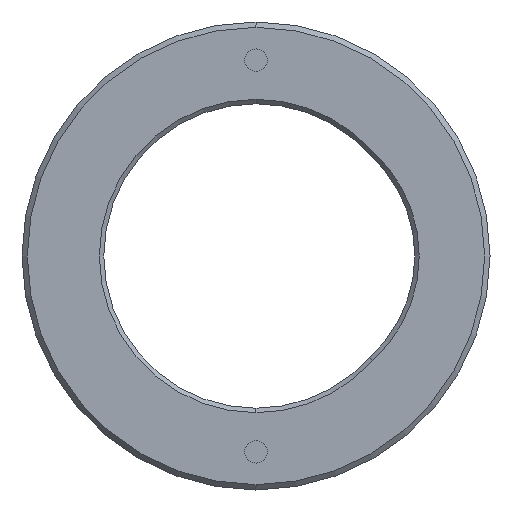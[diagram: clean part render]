
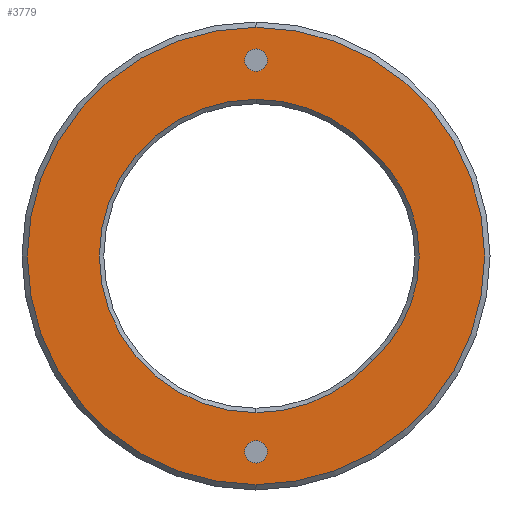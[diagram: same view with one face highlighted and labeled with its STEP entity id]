
A CAD part, left-side view. The second image highlights one B-rep face of the part: STEP entity #3779.
In plain terms, the highlighted planar face has unit normal (-1, 0, 0).
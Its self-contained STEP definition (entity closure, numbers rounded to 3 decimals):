
#97 = VERTEX_POINT ( 'NONE', #1759 ) ;
#149 = ORIENTED_EDGE ( 'NONE', *, *, #1651, .F. ) ;
#189 = DIRECTION ( 'NONE',  ( 1., 0., 0. ) ) ;
#207 = CARTESIAN_POINT ( 'NONE',  ( 0., 0., 11. ) ) ;
#239 = DIRECTION ( 'NONE',  ( 0., 0., 1. ) ) ;
#259 = ORIENTED_EDGE ( 'NONE', *, *, #2813, .T. ) ;
#266 = CIRCLE ( 'NONE', #1304, 12.845 ) ;
#300 = CARTESIAN_POINT ( 'NONE',  ( 0., -1.27, 0. ) ) ;
#307 = CIRCLE ( 'NONE', #2006, 0.635 ) ;
#341 = CIRCLE ( 'NONE', #2930, 8.8 ) ;
#554 = ORIENTED_EDGE ( 'NONE', *, *, #2179, .T. ) ;
#562 = PLANE ( 'NONE',  #3103 ) ;
#577 = CIRCLE ( 'NONE', #1543, 8.8 ) ;
#587 = CARTESIAN_POINT ( 'NONE',  ( 0., 0., 0. ) ) ;
#638 = CIRCLE ( 'NONE', #2491, 8.8 ) ;
#698 = DIRECTION ( 'NONE',  ( -1., 0., 0. ) ) ;
#712 = DIRECTION ( 'NONE',  ( 1., 0., 0. ) ) ;
#741 = CARTESIAN_POINT ( 'NONE',  ( 0., 0., 0. ) ) ;
#767 = EDGE_CURVE ( 'NONE', #1636, #2723, #1931, .T. ) ;
#883 = EDGE_CURVE ( 'NONE', #3004, #1218, #307, .T. ) ;
#896 = EDGE_LOOP ( 'NONE', ( #3436, #3386 ) ) ;
#951 = EDGE_CURVE ( 'NONE', #4553, #2714, #4454, .T. ) ;
#960 = CARTESIAN_POINT ( 'NONE',  ( 0., 0., 0. ) ) ;
#1058 = DIRECTION ( 'NONE',  ( 0., 0., -1. ) ) ;
#1145 = AXIS2_PLACEMENT_3D ( 'NONE', #300, #712, #1058 ) ;
#1176 = ORIENTED_EDGE ( 'NONE', *, *, #2755, .T. ) ;
#1218 = VERTEX_POINT ( 'NONE', #2256 ) ;
#1244 = DIRECTION ( 'NONE',  ( 0., 0., 1. ) ) ;
#1304 = AXIS2_PLACEMENT_3D ( 'NONE', #2978, #4345, #1842 ) ;
#1318 = CARTESIAN_POINT ( 'NONE',  ( 0., 0., -10.365 ) ) ;
#1321 = DIRECTION ( 'NONE',  ( -1., 0., 0. ) ) ;
#1340 = CIRCLE ( 'NONE', #4540, 0.635 ) ;
#1390 = DIRECTION ( 'NONE',  ( 0., 0., -1. ) ) ;
#1393 = CARTESIAN_POINT ( 'NONE',  ( 0., 0., 0. ) ) ;
#1458 = DIRECTION ( 'NONE',  ( -1., 0., 0. ) ) ;
#1489 = ORIENTED_EDGE ( 'NONE', *, *, #3099, .T. ) ;
#1538 = EDGE_LOOP ( 'NONE', ( #149, #2354 ) ) ;
#1543 = AXIS2_PLACEMENT_3D ( 'NONE', #960, #2651, #4057 ) ;
#1628 = FACE_OUTER_BOUND ( 'NONE', #1996, .T. ) ;
#1636 = VERTEX_POINT ( 'NONE', #1318 ) ;
#1651 = EDGE_CURVE ( 'NONE', #1218, #3004, #1340, .T. ) ;
#1717 = CARTESIAN_POINT ( 'NONE',  ( 0., 0., 0. ) ) ;
#1719 = AXIS2_PLACEMENT_3D ( 'NONE', #4435, #1321, #1244 ) ;
#1749 = CARTESIAN_POINT ( 'NONE',  ( 0., 0., -12.845 ) ) ;
#1759 = CARTESIAN_POINT ( 'NONE',  ( 0., -6.552, -5.874 ) ) ;
#1842 = DIRECTION ( 'NONE',  ( 0., 0., -1. ) ) ;
#1931 = CIRCLE ( 'NONE', #3702, 0.635 ) ;
#1965 = EDGE_CURVE ( 'NONE', #2723, #1636, #2009, .T. ) ;
#1996 = EDGE_LOOP ( 'NONE', ( #2835, #1489 ) ) ;
#2006 = AXIS2_PLACEMENT_3D ( 'NONE', #4266, #1458, #3162 ) ;
#2009 = CIRCLE ( 'NONE', #1719, 0.635 ) ;
#2067 = CARTESIAN_POINT ( 'NONE',  ( 0., 0., -8.8 ) ) ;
#2178 = ORIENTED_EDGE ( 'NONE', *, *, #3709, .T. ) ;
#2179 = EDGE_CURVE ( 'NONE', #2785, #3990, #341, .T. ) ;
#2256 = CARTESIAN_POINT ( 'NONE',  ( 0., 0., 11.635 ) ) ;
#2293 = DIRECTION ( 'NONE',  ( -1., 0., 0. ) ) ;
#2354 = ORIENTED_EDGE ( 'NONE', *, *, #883, .F. ) ;
#2366 = DIRECTION ( 'NONE',  ( -1., 0., 0. ) ) ;
#2372 = DIRECTION ( 'NONE',  ( 0., 0., -1. ) ) ;
#2408 = DIRECTION ( 'NONE',  ( 1., 0., 0. ) ) ;
#2491 = AXIS2_PLACEMENT_3D ( 'NONE', #1717, #2408, #3152 ) ;
#2523 = AXIS2_PLACEMENT_3D ( 'NONE', #1393, #698, #2792 ) ;
#2651 = DIRECTION ( 'NONE',  ( 1., 0., 0. ) ) ;
#2672 = FACE_BOUND ( 'NONE', #896, .T. ) ;
#2714 = VERTEX_POINT ( 'NONE', #3494 ) ;
#2723 = VERTEX_POINT ( 'NONE', #2784 ) ;
#2755 = EDGE_CURVE ( 'NONE', #3990, #97, #2786, .T. ) ;
#2784 = CARTESIAN_POINT ( 'NONE',  ( 0., 0., -11.635 ) ) ;
#2785 = VERTEX_POINT ( 'NONE', #3561 ) ;
#2786 = CIRCLE ( 'NONE', #1145, 7.9 ) ;
#2792 = DIRECTION ( 'NONE',  ( 0., 0., -1. ) ) ;
#2813 = EDGE_CURVE ( 'NONE', #3918, #2785, #638, .T. ) ;
#2835 = ORIENTED_EDGE ( 'NONE', *, *, #951, .T. ) ;
#2930 = AXIS2_PLACEMENT_3D ( 'NONE', #741, #4596, #1390 ) ;
#2978 = CARTESIAN_POINT ( 'NONE',  ( 0., 0., 0. ) ) ;
#3004 = VERTEX_POINT ( 'NONE', #4373 ) ;
#3043 = CARTESIAN_POINT ( 'NONE',  ( 0., 0., -11. ) ) ;
#3099 = EDGE_CURVE ( 'NONE', #2714, #4553, #266, .T. ) ;
#3103 = AXIS2_PLACEMENT_3D ( 'NONE', #587, #189, #2372 ) ;
#3152 = DIRECTION ( 'NONE',  ( 0., 0., -1. ) ) ;
#3162 = DIRECTION ( 'NONE',  ( 0., 0., -1. ) ) ;
#3363 = FACE_BOUND ( 'NONE', #3635, .T. ) ;
#3386 = ORIENTED_EDGE ( 'NONE', *, *, #1965, .F. ) ;
#3436 = ORIENTED_EDGE ( 'NONE', *, *, #767, .F. ) ;
#3494 = CARTESIAN_POINT ( 'NONE',  ( 0., 0., 12.845 ) ) ;
#3548 = CARTESIAN_POINT ( 'NONE',  ( 0., -6.552, 5.874 ) ) ;
#3561 = CARTESIAN_POINT ( 'NONE',  ( 0., 0., 8.8 ) ) ;
#3635 = EDGE_LOOP ( 'NONE', ( #2178, #259, #554, #1176 ) ) ;
#3702 = AXIS2_PLACEMENT_3D ( 'NONE', #3043, #2293, #239 ) ;
#3709 = EDGE_CURVE ( 'NONE', #97, #3918, #577, .T. ) ;
#3779 = ADVANCED_FACE ( 'NONE', ( #4466, #2672, #3363, #1628 ), #562, .F. ) ;
#3800 = DIRECTION ( 'NONE',  ( 0., 0., -1. ) ) ;
#3918 = VERTEX_POINT ( 'NONE', #2067 ) ;
#3990 = VERTEX_POINT ( 'NONE', #3548 ) ;
#4057 = DIRECTION ( 'NONE',  ( 0., 0., -1. ) ) ;
#4266 = CARTESIAN_POINT ( 'NONE',  ( 0., 0., 11. ) ) ;
#4345 = DIRECTION ( 'NONE',  ( -1., 0., 0. ) ) ;
#4373 = CARTESIAN_POINT ( 'NONE',  ( 0., 0., 10.365 ) ) ;
#4435 = CARTESIAN_POINT ( 'NONE',  ( 0., 0., -11. ) ) ;
#4454 = CIRCLE ( 'NONE', #2523, 12.845 ) ;
#4466 = FACE_BOUND ( 'NONE', #1538, .T. ) ;
#4540 = AXIS2_PLACEMENT_3D ( 'NONE', #207, #2366, #3800 ) ;
#4553 = VERTEX_POINT ( 'NONE', #1749 ) ;
#4596 = DIRECTION ( 'NONE',  ( 1., 0., 0. ) ) ;
